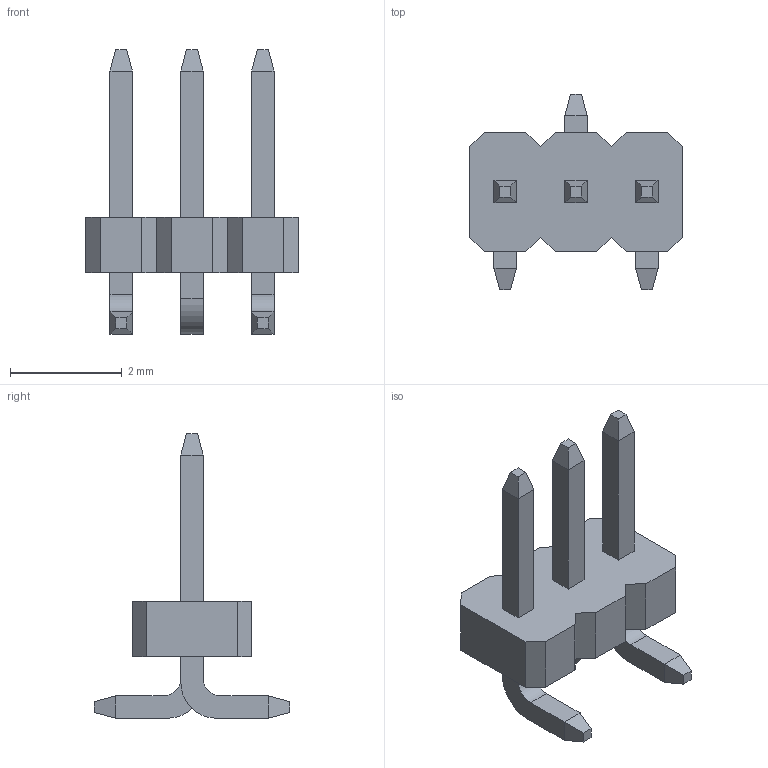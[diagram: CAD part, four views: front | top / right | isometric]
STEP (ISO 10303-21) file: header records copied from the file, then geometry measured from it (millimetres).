
FILE_DESCRIPTION(('FreeCAD Model'),'2;1');
FILE_NAME('_ _ _B031VWTC-RC.step', '2017-07-10T11:17:56',('kicad StepUp'),('ksu MCAD'), 'Open CASCADE STEP processor 6.8','FreeCAD','Unknown');
FILE_SCHEMA(('AUTOMOTIVE_DESIGN_CC2 { 1 2 10303 214 -1 1 5 4 }'));
Length unit declared in the file: millimetre
Products named in the file (2): ASSEMBLY; _____B031VWTC-RC
Assembly tree (1 placements, depth 2):
  ASSEMBLY
    _____B031VWTC-RC
Bounding box: 3.81 x 3.5 x 5.1 mm (x, y, z)
Volume: 10.2 mm3; surface area: 52.3 mm2
Topology: 1 solids, 1 shells, 88 faces, 216 edges, 136 vertices
Faces by surface type: plane 82, cylinder 6
Entity records: 2559 total; most frequent: CARTESIAN_POINT 442, ORIENTED_EDGE 432, DIRECTION 408, EDGE_CURVE 216, LINE 204, VECTOR 204, VERTEX_POINT 136, AXIS2_PLACEMENT_3D 102
